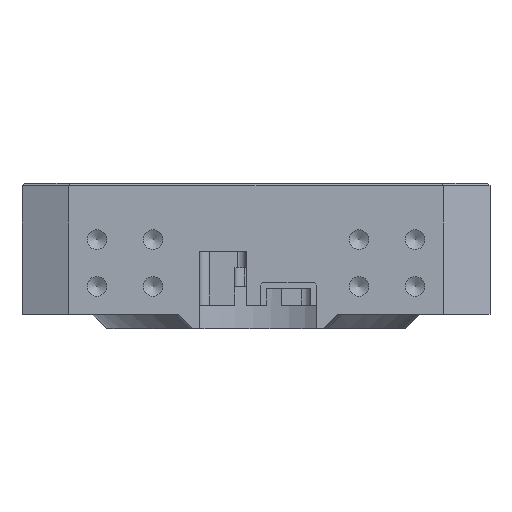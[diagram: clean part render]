
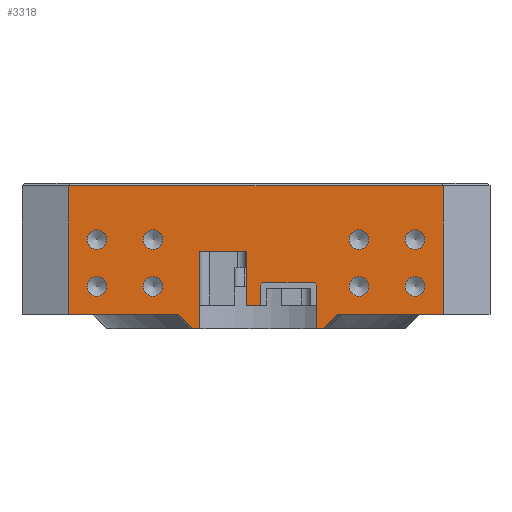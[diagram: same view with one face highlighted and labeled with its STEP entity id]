
A CAD part, front view. The second image highlights one B-rep face of the part: STEP entity #3318.
In plain terms, the highlighted planar face has unit normal (0, -1, 0).
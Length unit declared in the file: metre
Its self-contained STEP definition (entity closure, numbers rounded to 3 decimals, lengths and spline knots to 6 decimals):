
#119=LINE('',#4897,#431);
#120=LINE('',#4900,#432);
#121=LINE('',#4902,#433);
#122=LINE('',#4904,#434);
#123=LINE('',#4906,#435);
#124=LINE('',#4908,#436);
#125=LINE('',#4910,#437);
#126=LINE('',#4912,#438);
#127=LINE('',#4914,#439);
#128=LINE('',#4916,#440);
#129=LINE('',#4918,#441);
#130=LINE('',#4920,#442);
#131=LINE('',#4922,#443);
#132=LINE('',#4924,#444);
#133=LINE('',#4926,#445);
#134=LINE('',#4928,#446);
#135=LINE('',#4930,#447);
#136=LINE('',#4932,#448);
#431=VECTOR('',#3897,1.);
#432=VECTOR('',#3898,1.);
#433=VECTOR('',#3899,1.);
#434=VECTOR('',#3900,1.);
#435=VECTOR('',#3901,1.);
#436=VECTOR('',#3902,1.);
#437=VECTOR('',#3903,1.);
#438=VECTOR('',#3904,1.);
#439=VECTOR('',#3905,1.);
#440=VECTOR('',#3906,1.);
#441=VECTOR('',#3907,1.);
#442=VECTOR('',#3908,1.);
#443=VECTOR('',#3909,1.);
#444=VECTOR('',#3910,1.);
#445=VECTOR('',#3911,1.);
#446=VECTOR('',#3912,1.);
#447=VECTOR('',#3913,1.);
#448=VECTOR('',#3914,1.);
#743=ORIENTED_EDGE('',*,*,#1671,.T.);
#744=ORIENTED_EDGE('',*,*,#1672,.T.);
#745=ORIENTED_EDGE('',*,*,#1673,.T.);
#746=ORIENTED_EDGE('',*,*,#1674,.T.);
#747=ORIENTED_EDGE('',*,*,#1675,.T.);
#748=ORIENTED_EDGE('',*,*,#1676,.T.);
#749=ORIENTED_EDGE('',*,*,#1677,.T.);
#750=ORIENTED_EDGE('',*,*,#1678,.T.);
#751=ORIENTED_EDGE('',*,*,#1679,.T.);
#752=ORIENTED_EDGE('',*,*,#1680,.T.);
#753=ORIENTED_EDGE('',*,*,#1681,.F.);
#754=ORIENTED_EDGE('',*,*,#1682,.T.);
#755=ORIENTED_EDGE('',*,*,#1683,.T.);
#756=ORIENTED_EDGE('',*,*,#1684,.F.);
#757=ORIENTED_EDGE('',*,*,#1685,.F.);
#758=ORIENTED_EDGE('',*,*,#1686,.F.);
#759=ORIENTED_EDGE('',*,*,#1687,.T.);
#760=ORIENTED_EDGE('',*,*,#1688,.F.);
#761=ORIENTED_EDGE('',*,*,#1689,.T.);
#762=ORIENTED_EDGE('',*,*,#1690,.T.);
#763=ORIENTED_EDGE('',*,*,#1691,.F.);
#764=ORIENTED_EDGE('',*,*,#1692,.T.);
#765=ORIENTED_EDGE('',*,*,#1693,.T.);
#766=ORIENTED_EDGE('',*,*,#1694,.F.);
#767=ORIENTED_EDGE('',*,*,#1695,.T.);
#768=ORIENTED_EDGE('',*,*,#1696,.T.);
#1671=EDGE_CURVE('',#2135,#2135,#2467,.T.);
#1672=EDGE_CURVE('',#2136,#2136,#2468,.T.);
#1673=EDGE_CURVE('',#2137,#2137,#2469,.T.);
#1674=EDGE_CURVE('',#2138,#2138,#2470,.T.);
#1675=EDGE_CURVE('',#2139,#2139,#2471,.T.);
#1676=EDGE_CURVE('',#2140,#2140,#2472,.T.);
#1677=EDGE_CURVE('',#2141,#2141,#2473,.T.);
#1678=EDGE_CURVE('',#2142,#2142,#2474,.T.);
#1679=EDGE_CURVE('',#2143,#2144,#119,.T.);
#1680=EDGE_CURVE('',#2144,#2145,#120,.T.);
#1681=EDGE_CURVE('',#2146,#2145,#121,.T.);
#1682=EDGE_CURVE('',#2146,#2147,#122,.T.);
#1683=EDGE_CURVE('',#2147,#2148,#123,.T.);
#1684=EDGE_CURVE('',#2149,#2148,#124,.T.);
#1685=EDGE_CURVE('',#2150,#2149,#125,.T.);
#1686=EDGE_CURVE('',#2151,#2150,#126,.T.);
#1687=EDGE_CURVE('',#2151,#2152,#127,.T.);
#1688=EDGE_CURVE('',#2153,#2152,#128,.T.);
#1689=EDGE_CURVE('',#2153,#2154,#129,.T.);
#1690=EDGE_CURVE('',#2154,#2155,#130,.T.);
#1691=EDGE_CURVE('',#2156,#2155,#131,.T.);
#1692=EDGE_CURVE('',#2156,#2157,#132,.F.);
#1693=EDGE_CURVE('',#2157,#2158,#133,.T.);
#1694=EDGE_CURVE('',#2159,#2158,#134,.T.);
#1695=EDGE_CURVE('',#2159,#2160,#135,.T.);
#1696=EDGE_CURVE('',#2160,#2143,#136,.T.);
#2135=VERTEX_POINT('',#4882);
#2136=VERTEX_POINT('',#4884);
#2137=VERTEX_POINT('',#4886);
#2138=VERTEX_POINT('',#4888);
#2139=VERTEX_POINT('',#4890);
#2140=VERTEX_POINT('',#4892);
#2141=VERTEX_POINT('',#4894);
#2142=VERTEX_POINT('',#4896);
#2143=VERTEX_POINT('',#4898);
#2144=VERTEX_POINT('',#4899);
#2145=VERTEX_POINT('',#4901);
#2146=VERTEX_POINT('',#4903);
#2147=VERTEX_POINT('',#4905);
#2148=VERTEX_POINT('',#4907);
#2149=VERTEX_POINT('',#4909);
#2150=VERTEX_POINT('',#4911);
#2151=VERTEX_POINT('',#4913);
#2152=VERTEX_POINT('',#4915);
#2153=VERTEX_POINT('',#4917);
#2154=VERTEX_POINT('',#4919);
#2155=VERTEX_POINT('',#4921);
#2156=VERTEX_POINT('',#4923);
#2157=VERTEX_POINT('',#4925);
#2158=VERTEX_POINT('',#4927);
#2159=VERTEX_POINT('',#4929);
#2160=VERTEX_POINT('',#4931);
#2467=CIRCLE('',#3534,0.0021);
#2468=CIRCLE('',#3535,0.0021);
#2469=CIRCLE('',#3536,0.0021);
#2470=CIRCLE('',#3537,0.0021);
#2471=CIRCLE('',#3538,0.0021);
#2472=CIRCLE('',#3539,0.0021);
#2473=CIRCLE('',#3540,0.0021);
#2474=CIRCLE('',#3541,0.0021);
#2601=EDGE_LOOP('',(#743));
#2602=EDGE_LOOP('',(#744));
#2603=EDGE_LOOP('',(#745));
#2604=EDGE_LOOP('',(#746));
#2605=EDGE_LOOP('',(#747));
#2606=EDGE_LOOP('',(#748));
#2607=EDGE_LOOP('',(#749));
#2608=EDGE_LOOP('',(#750));
#2609=EDGE_LOOP('',(#751,#752,#753,#754,#755,#756,#757,#758,#759,#760,#761,
#762,#763,#764,#765,#766,#767,#768));
#2893=FACE_BOUND('',#2601,.T.);
#2894=FACE_BOUND('',#2602,.T.);
#2895=FACE_BOUND('',#2603,.T.);
#2896=FACE_BOUND('',#2604,.T.);
#2897=FACE_BOUND('',#2605,.T.);
#2898=FACE_BOUND('',#2606,.T.);
#2899=FACE_BOUND('',#2607,.T.);
#2900=FACE_BOUND('',#2608,.T.);
#2901=FACE_BOUND('',#2609,.T.);
#3195=PLANE('',#3533);
#3318=ADVANCED_FACE('',(#2893,#2894,#2895,#2896,#2897,#2898,#2899,#2900,
#2901),#3195,.T.);
#3533=AXIS2_PLACEMENT_3D('',#4880,#3879,#3880);
#3534=AXIS2_PLACEMENT_3D('',#4881,#3881,#3882);
#3535=AXIS2_PLACEMENT_3D('',#4883,#3883,#3884);
#3536=AXIS2_PLACEMENT_3D('',#4885,#3885,#3886);
#3537=AXIS2_PLACEMENT_3D('',#4887,#3887,#3888);
#3538=AXIS2_PLACEMENT_3D('',#4889,#3889,#3890);
#3539=AXIS2_PLACEMENT_3D('',#4891,#3891,#3892);
#3540=AXIS2_PLACEMENT_3D('',#4893,#3893,#3894);
#3541=AXIS2_PLACEMENT_3D('',#4895,#3895,#3896);
#3879=DIRECTION('',(0.,-1.,0.));
#3880=DIRECTION('',(0.,0.,-1.));
#3881=DIRECTION('',(0.,1.,0.));
#3882=DIRECTION('',(0.,0.,1.));
#3883=DIRECTION('',(0.,1.,0.));
#3884=DIRECTION('',(0.,0.,1.));
#3885=DIRECTION('',(0.,1.,0.));
#3886=DIRECTION('',(0.,0.,1.));
#3887=DIRECTION('',(0.,1.,0.));
#3888=DIRECTION('',(0.,0.,1.));
#3889=DIRECTION('',(0.,1.,0.));
#3890=DIRECTION('',(0.,0.,1.));
#3891=DIRECTION('',(0.,1.,0.));
#3892=DIRECTION('',(0.,0.,1.));
#3893=DIRECTION('',(0.,1.,0.));
#3894=DIRECTION('',(0.,0.,1.));
#3895=DIRECTION('',(0.,1.,0.));
#3896=DIRECTION('',(0.,0.,1.));
#3897=DIRECTION('',(0.,0.,1.));
#3898=DIRECTION('',(-1.,0.,0.));
#3899=DIRECTION('',(0.,0.,1.));
#3900=DIRECTION('',(1.,0.,0.));
#3901=DIRECTION('',(0.707,0.,-0.707));
#3902=DIRECTION('',(-1.,0.,0.));
#3903=DIRECTION('',(0.,0.,-1.));
#3904=DIRECTION('',(-1.,0.,0.));
#3905=DIRECTION('',(0.,0.,-1.));
#3906=DIRECTION('',(-1.,0.,0.));
#3907=DIRECTION('',(0.,0.,1.));
#3908=DIRECTION('',(0.707,0.,0.707));
#3909=DIRECTION('',(-1.,0.,0.));
#3910=DIRECTION('',(-0.707,0.,0.707));
#3911=DIRECTION('',(0.,0.,-1.));
#3912=DIRECTION('',(-1.,0.,0.));
#3913=DIRECTION('',(0.707,0.,0.707));
#3914=DIRECTION('',(1.,0.,0.));
#4880=CARTESIAN_POINT('',(0.05,-0.05,0.0155));
#4881=CARTESIAN_POINT('',(-0.022,-0.05,0.019));
#4882=CARTESIAN_POINT('',(-0.022,-0.05,0.0211));
#4883=CARTESIAN_POINT('',(0.022,-0.05,0.019));
#4884=CARTESIAN_POINT('',(0.022,-0.05,0.0211));
#4885=CARTESIAN_POINT('',(0.034,-0.05,0.019));
#4886=CARTESIAN_POINT('',(0.034,-0.05,0.0211));
#4887=CARTESIAN_POINT('',(0.034,-0.05,0.009));
#4888=CARTESIAN_POINT('',(0.034,-0.05,0.0111));
#4889=CARTESIAN_POINT('',(0.022,-0.05,0.009));
#4890=CARTESIAN_POINT('',(0.022,-0.05,0.0111));
#4891=CARTESIAN_POINT('',(-0.022,-0.05,0.009));
#4892=CARTESIAN_POINT('',(-0.022,-0.05,0.0111));
#4893=CARTESIAN_POINT('',(-0.034,-0.05,0.009));
#4894=CARTESIAN_POINT('',(-0.034,-0.05,0.0111));
#4895=CARTESIAN_POINT('',(-0.034,-0.05,0.019));
#4896=CARTESIAN_POINT('',(-0.034,-0.05,0.0211));
#4897=CARTESIAN_POINT('',(0.04,-0.05,-0.163589));
#4898=CARTESIAN_POINT('',(0.04,-0.05,0.003));
#4899=CARTESIAN_POINT('',(0.04,-0.05,0.0305));
#4900=CARTESIAN_POINT('',(0.05,-0.05,0.0305));
#4901=CARTESIAN_POINT('',(-0.04,-0.05,0.0305));
#4902=CARTESIAN_POINT('',(-0.04,-0.05,-0.163589));
#4903=CARTESIAN_POINT('',(-0.04,-0.05,0.003));
#4904=CARTESIAN_POINT('',(0.05,-0.05,0.003));
#4905=CARTESIAN_POINT('',(-0.0165,-0.05,0.003));
#4906=CARTESIAN_POINT('',(0.0105,-0.05,-0.024));
#4907=CARTESIAN_POINT('',(-0.0135,-0.05,0.));
#4908=CARTESIAN_POINT('',(0.05,-0.05,0.));
#4909=CARTESIAN_POINT('',(-0.012,-0.05,0.));
#4910=CARTESIAN_POINT('',(-0.012,-0.05,0.005));
#4911=CARTESIAN_POINT('',(-0.012,-0.05,0.0165));
#4912=CARTESIAN_POINT('',(0.05,-0.05,0.0165));
#4913=CARTESIAN_POINT('',(-0.002,-0.05,0.0165));
#4914=CARTESIAN_POINT('',(-0.002,-0.05,0.0165));
#4915=CARTESIAN_POINT('',(-0.002,-0.05,0.005));
#4916=CARTESIAN_POINT('',(0.05,-0.05,0.005));
#4917=CARTESIAN_POINT('',(0.0009,-0.05,0.005));
#4918=CARTESIAN_POINT('',(0.0009,-0.05,0.0074));
#4919=CARTESIAN_POINT('',(0.0009,-0.05,0.0093));
#4920=CARTESIAN_POINT('',(0.0009,-0.05,0.0093));
#4921=CARTESIAN_POINT('',(0.0014,-0.05,0.0098));
#4922=CARTESIAN_POINT('',(0.00695,-0.05,0.0098));
#4923=CARTESIAN_POINT('',(0.0125,-0.05,0.0098));
#4924=CARTESIAN_POINT('',(0.0125,-0.05,0.0098));
#4925=CARTESIAN_POINT('',(0.013,-0.05,0.0093));
#4926=CARTESIAN_POINT('',(0.013,-0.05,0.005));
#4927=CARTESIAN_POINT('',(0.013,-0.05,0.));
#4928=CARTESIAN_POINT('',(0.05,-0.05,0.));
#4929=CARTESIAN_POINT('',(0.0145,-0.05,0.));
#4930=CARTESIAN_POINT('',(0.04,-0.05,0.0255));
#4931=CARTESIAN_POINT('',(0.0175,-0.05,0.003));
#4932=CARTESIAN_POINT('',(0.05,-0.05,0.003));
